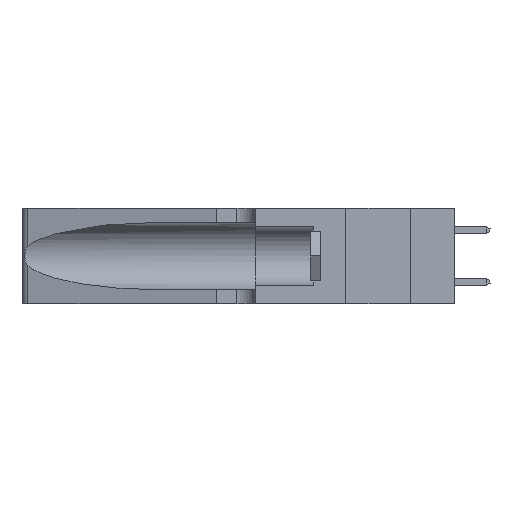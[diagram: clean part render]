
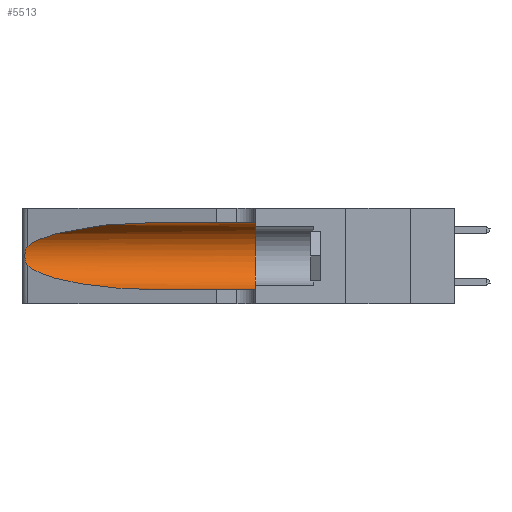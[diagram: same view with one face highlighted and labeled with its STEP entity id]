
A CAD part, left-side view. The second image highlights one B-rep face of the part: STEP entity #5513.
In plain terms, the highlighted cylindrical face has radius 3.308 mm (diameter 6.617 mm), a partial arc.
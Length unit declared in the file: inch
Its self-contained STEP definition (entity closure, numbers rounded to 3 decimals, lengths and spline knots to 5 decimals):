
#1073 = CARTESIAN_POINT ( 'NONE',  ( 0.26017, 1.23833, 0.17102 ) ) ;
#1641 = CARTESIAN_POINT ( 'NONE',  ( 0.25854, 1.2359, 0.20912 ) ) ;
#2292 = CARTESIAN_POINT ( 'NONE',  ( 0.1305, 1.61858, 0.185 ) ) ;
#2626 = CARTESIAN_POINT ( 'NONE',  ( 0.1305, 0.72297, 0.31525 ) ) ;
#3495 = CARTESIAN_POINT ( 'NONE',  ( 0.18966, 0.96281, 0.05475 ) ) ;
#4351 = CARTESIAN_POINT ( 'NONE',  ( 0.26075, 1.23896, 0.19203 ) ) ;
#4854 = EDGE_CURVE ( 'NONE', #15785, #35774, #21877, .T. ) ;
#5242 = CARTESIAN_POINT ( 'NONE',  ( 0.1305, 1.61858, 0.31525 ) ) ;
#5513 = ADVANCED_FACE ( 'NONE', ( #23159 ), #13045, .F. ) ;
#6531 = AXIS2_PLACEMENT_3D ( 'NONE', #17989, #11974, #18114 ) ;
#7381 = VERTEX_POINT ( 'NONE', #29655 ) ;
#7402 = CIRCLE ( 'NONE', #6531, 0.13025 ) ;
#7990 = ORIENTED_EDGE ( 'NONE', *, *, #26471, .F. ) ;
#8339 = DIRECTION ( 'NONE',  ( 0., -1., 0. ) ) ;
#9330 =( BOUNDED_CURVE ( )  B_SPLINE_CURVE ( 3, ( #28668, #31474, #3495, #28405 ),
 .UNSPECIFIED., .F., .T. ) 
 B_SPLINE_CURVE_WITH_KNOTS ( ( 4, 4 ),
 ( 3.44316, 4.71239 ),
 .UNSPECIFIED. ) 
 CURVE ( )  GEOMETRIC_REPRESENTATION_ITEM ( )  RATIONAL_B_SPLINE_CURVE ( ( 1., 0.87, 0.87, 1. ) ) 
 REPRESENTATION_ITEM ( '' )  );
#10285 = CARTESIAN_POINT ( 'NONE',  ( 0.25555, 1.22994, 0.2215 ) ) ;
#10704 = CARTESIAN_POINT ( 'NONE',  ( 0.26075, 1.23896, 0.178 ) ) ;
#11974 = DIRECTION ( 'NONE',  ( 0., 1., 0. ) ) ;
#12164 = ORIENTED_EDGE ( 'NONE', *, *, #24243, .T. ) ;
#13045 = CYLINDRICAL_SURFACE ( 'NONE', #30755, 0.13025 ) ;
#14451 = CARTESIAN_POINT ( 'NONE',  ( 0.1305, 0.72297, 0.31525 ) ) ;
#14615 = ORIENTED_EDGE ( 'NONE', *, *, #17137, .T. ) ;
#15514 = EDGE_CURVE ( 'NONE', #36386, #33330, #7402, .T. ) ;
#15785 = VERTEX_POINT ( 'NONE', #14451 ) ;
#16002 = CARTESIAN_POINT ( 'NONE',  ( 0.25487, 1.22718, 0.22369 ) ) ;
#16963 = CARTESIAN_POINT ( 'NONE',  ( 0.25639, 1.23184, 0.21858 ) ) ;
#17137 = EDGE_CURVE ( 'NONE', #7381, #24582, #9330, .T. ) ;
#17686 = CARTESIAN_POINT ( 'NONE',  ( 0.18966, 0.96281, 0.31525 ) ) ;
#17989 = CARTESIAN_POINT ( 'NONE',  ( 0.1305, 0.35, 0.185 ) ) ;
#18055 = CARTESIAN_POINT ( 'NONE',  ( 0.1305, 0.72297, 0.05475 ) ) ;
#18081 = CARTESIAN_POINT ( 'NONE',  ( 0.25487, 1.22718, 0.22369 ) ) ;
#18114 = DIRECTION ( 'NONE',  ( 0., 0., 1. ) ) ;
#19153 = ORIENTED_EDGE ( 'NONE', *, *, #27907, .T. ) ;
#19516 = CARTESIAN_POINT ( 'NONE',  ( 0.25787, 1.23484, 0.2124 ) ) ;
#19656 = CARTESIAN_POINT ( 'NONE',  ( 0.25487, 1.22718, 0.22369 ) ) ;
#20614 = CARTESIAN_POINT ( 'NONE',  ( 0.25487, 1.22718, 0.14631 ) ) ;
#21130 = DIRECTION ( 'NONE',  ( 0., 0., -1. ) ) ;
#21877 =( BOUNDED_CURVE ( )  B_SPLINE_CURVE ( 3, ( #2626, #17686, #39212, #18081 ),
 .UNSPECIFIED., .F., .T. ) 
 B_SPLINE_CURVE_WITH_KNOTS ( ( 4, 4 ),
 ( 1.5708, 2.84003 ),
 .UNSPECIFIED. ) 
 CURVE ( )  GEOMETRIC_REPRESENTATION_ITEM ( )  RATIONAL_B_SPLINE_CURVE ( ( 1., 0.87, 0.87, 1. ) ) 
 REPRESENTATION_ITEM ( '' )  );
#22505 = VECTOR ( 'NONE', #8339, 39.37008 ) ;
#22652 = CARTESIAN_POINT ( 'NONE',  ( 0.25789, 1.23486, 0.15765 ) ) ;
#23159 = FACE_OUTER_BOUND ( 'NONE', #24583, .T. ) ;
#24055 = LINE ( 'NONE', #35780, #24525 ) ;
#24243 = EDGE_CURVE ( 'NONE', #24582, #33330, #24055, .T. ) ;
#24343 = B_SPLINE_CURVE_WITH_KNOTS ( 'NONE', 3,
 ( #19656, #10285, #16963, #19516, #1641, #25614, #4351, #10704, #1073, #31769, #22652, #26426, #32580, #20614 ),
 .UNSPECIFIED., .F., .F.,
 ( 4, 2, 2, 2, 2, 2, 4 ),
 ( 0., 0.00027, 0.00053, 0.00107, 0.0016, 0.00187, 0.00214 ),
 .UNSPECIFIED. ) ;
#24525 = VECTOR ( 'NONE', #38794, 39.37008 ) ;
#24582 = VERTEX_POINT ( 'NONE', #18055 ) ;
#24583 = EDGE_LOOP ( 'NONE', ( #25116, #19153, #14615, #12164, #37766, #7990 ) ) ;
#25116 = ORIENTED_EDGE ( 'NONE', *, *, #4854, .T. ) ;
#25614 = CARTESIAN_POINT ( 'NONE',  ( 0.26018, 1.23835, 0.19895 ) ) ;
#26426 = CARTESIAN_POINT ( 'NONE',  ( 0.25639, 1.23186, 0.15144 ) ) ;
#26471 = EDGE_CURVE ( 'NONE', #15785, #36386, #36959, .T. ) ;
#27907 = EDGE_CURVE ( 'NONE', #35774, #7381, #24343, .T. ) ;
#28405 = CARTESIAN_POINT ( 'NONE',  ( 0.1305, 0.72297, 0.05475 ) ) ;
#28668 = CARTESIAN_POINT ( 'NONE',  ( 0.25487, 1.22718, 0.14631 ) ) ;
#29655 = CARTESIAN_POINT ( 'NONE',  ( 0.25487, 1.22718, 0.14631 ) ) ;
#30755 = AXIS2_PLACEMENT_3D ( 'NONE', #2292, #36324, #21130 ) ;
#31474 = CARTESIAN_POINT ( 'NONE',  ( 0.2373, 1.15595, 0.08982 ) ) ;
#31769 = CARTESIAN_POINT ( 'NONE',  ( 0.25856, 1.23593, 0.16098 ) ) ;
#32580 = CARTESIAN_POINT ( 'NONE',  ( 0.25555, 1.22993, 0.14849 ) ) ;
#33330 = VERTEX_POINT ( 'NONE', #35601 ) ;
#34526 = CARTESIAN_POINT ( 'NONE',  ( 0.1305, 0.35, 0.31525 ) ) ;
#35601 = CARTESIAN_POINT ( 'NONE',  ( 0.1305, 0.35, 0.05475 ) ) ;
#35774 = VERTEX_POINT ( 'NONE', #16002 ) ;
#35780 = CARTESIAN_POINT ( 'NONE',  ( 0.1305, 1.61858, 0.05475 ) ) ;
#36324 = DIRECTION ( 'NONE',  ( 0., -1., 0. ) ) ;
#36386 = VERTEX_POINT ( 'NONE', #34526 ) ;
#36959 = LINE ( 'NONE', #5242, #22505 ) ;
#37766 = ORIENTED_EDGE ( 'NONE', *, *, #15514, .F. ) ;
#38794 = DIRECTION ( 'NONE',  ( 0., -1., 0. ) ) ;
#39212 = CARTESIAN_POINT ( 'NONE',  ( 0.2373, 1.15595, 0.28018 ) ) ;
